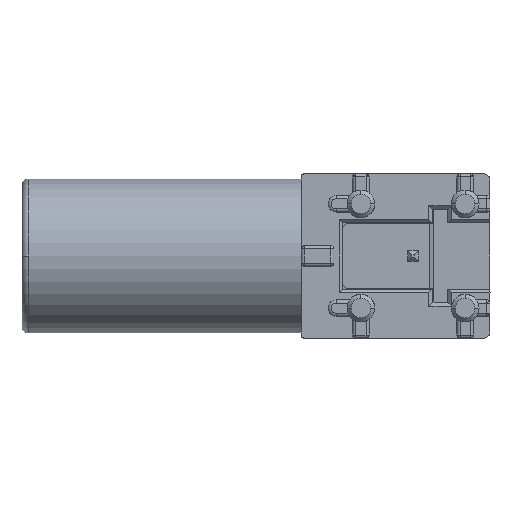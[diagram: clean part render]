
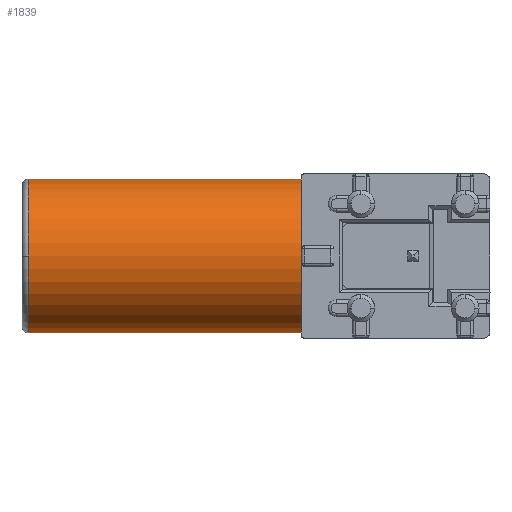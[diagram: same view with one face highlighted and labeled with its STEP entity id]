
A CAD part, front view. The second image highlights one B-rep face of the part: STEP entity #1839.
In plain terms, the highlighted cylindrical face has radius 3.75 mm (diameter 7.5 mm), a partial arc.
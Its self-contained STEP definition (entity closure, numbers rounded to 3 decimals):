
#1541=CYLINDRICAL_SURFACE('',#5375,3.75);
#1618=CIRCLE('',#5364,3.75);
#1625=CIRCLE('',#5373,3.75);
#1626=CIRCLE('',#5374,3.75);
#1839=ADVANCED_FACE('',(#2174),#1541,.T.);
#2174=FACE_OUTER_BOUND('',#2403,.T.);
#2403=EDGE_LOOP('',(#2729,#2730,#2731,#2732,#2733));
#2729=ORIENTED_EDGE('',*,*,#4177,.F.);
#2730=ORIENTED_EDGE('',*,*,#4164,.F.);
#2731=ORIENTED_EDGE('',*,*,#4181,.F.);
#2732=ORIENTED_EDGE('',*,*,#4179,.T.);
#2733=ORIENTED_EDGE('',*,*,#4182,.F.);
#3799=VERTEX_POINT('',#7115);
#3803=VERTEX_POINT('',#7122);
#3816=VERTEX_POINT('',#7156);
#3817=VERTEX_POINT('',#7158);
#3818=VERTEX_POINT('',#7160);
#4164=EDGE_CURVE('',#3803,#3799,#1618,.T.);
#4177=EDGE_CURVE('',#3799,#3816,#4730,.T.);
#4179=EDGE_CURVE('',#3818,#3817,#4731,.T.);
#4181=EDGE_CURVE('',#3818,#3803,#1625,.T.);
#4182=EDGE_CURVE('',#3816,#3817,#1626,.T.);
#4730=LINE('',#7155,#5065);
#4731=LINE('',#7159,#5066);
#5065=VECTOR('',#5901,1.);
#5066=VECTOR('',#5904,1.);
#5364=AXIS2_PLACEMENT_3D('',#7123,#5883,#5884);
#5373=AXIS2_PLACEMENT_3D('',#7163,#5909,#5910);
#5374=AXIS2_PLACEMENT_3D('',#7164,#5911,#5912);
#5375=AXIS2_PLACEMENT_3D('',#7165,#5913,#5914);
#5883=DIRECTION('',(-1.,0.,0.));
#5884=DIRECTION('',(0.,-1.,0.));
#5901=DIRECTION('',(1.,0.,0.));
#5904=DIRECTION('',(1.,0.,0.));
#5909=DIRECTION('',(-1.,0.,0.));
#5910=DIRECTION('',(0.,-1.,0.));
#5911=DIRECTION('',(1.,0.,0.));
#5912=DIRECTION('',(0.,0.,-1.));
#5913=DIRECTION('',(1.,0.,0.));
#5914=DIRECTION('',(0.,0.,1.));
#7115=CARTESIAN_POINT('',(-22.5,0.,3.75));
#7122=CARTESIAN_POINT('',(-22.5,-3.75,0.));
#7123=CARTESIAN_POINT('',(-22.5,0.,0.));
#7155=CARTESIAN_POINT('',(-10.333,0.,3.75));
#7156=CARTESIAN_POINT('',(-9.2,0.,3.75));
#7158=CARTESIAN_POINT('',(-9.2,0.,-3.75));
#7159=CARTESIAN_POINT('',(-10.333,0.,-3.75));
#7160=CARTESIAN_POINT('',(-22.5,0.,-3.75));
#7163=CARTESIAN_POINT('',(-22.5,0.,0.));
#7164=CARTESIAN_POINT('',(-9.2,0.,0.));
#7165=CARTESIAN_POINT('',(-10.333,0.,0.));
